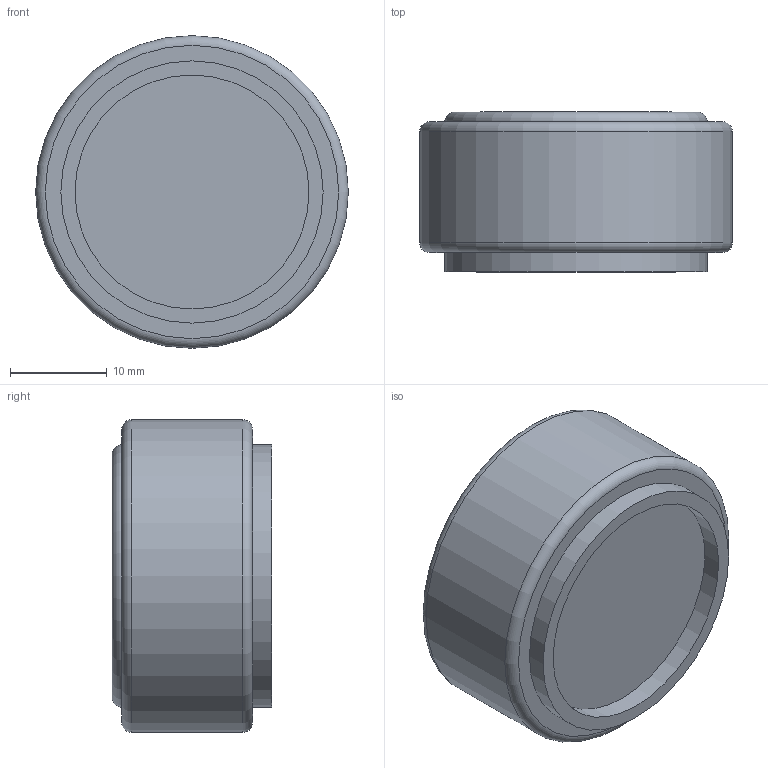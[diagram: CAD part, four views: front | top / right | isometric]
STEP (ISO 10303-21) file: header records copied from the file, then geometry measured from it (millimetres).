
FILE_DESCRIPTION(/* description */ (''),/* implementation_level */ '2;1');
FILE_NAME(/* name */ 'alphasense-b4 v4.step',/* time_stamp */ '2023-10-24T20:22:39+02:00',/* author */ (''),/* organization */ (''),/* preprocessor_version */ 'ST-DEVELOPER v20',/* originating_system */ 'Autodesk Translation Framework v12.9.0.99',/* authorisation */ '');
FILE_SCHEMA (('AUTOMOTIVE_DESIGN { 1 0 10303 214 3 1 1 }'));
Length unit declared in the file: millimetre
Products named in the file (1): alphasense-b4
Bounding box: 32.3 x 16.5 x 32.3 mm (x, y, z)
Volume: 11520.4 mm3; surface area: 3362.7 mm2
Topology: 1 solids, 1 shells, 13 faces, 21 edges, 14 vertices
Faces by surface type: plane 6, cylinder 4, torus 3
Full cylindrical faces by diameter (mm): 19 x1, 24.171 x1, 27.1 x1, 32.3 x1
Entity records: 368 total; most frequent: DIRECTION 66, CARTESIAN_POINT 49, ORIENTED_EDGE 42, AXIS2_PLACEMENT_3D 31, EDGE_CURVE 21, EDGE_LOOP 17, CIRCLE 17, VERTEX_POINT 14
